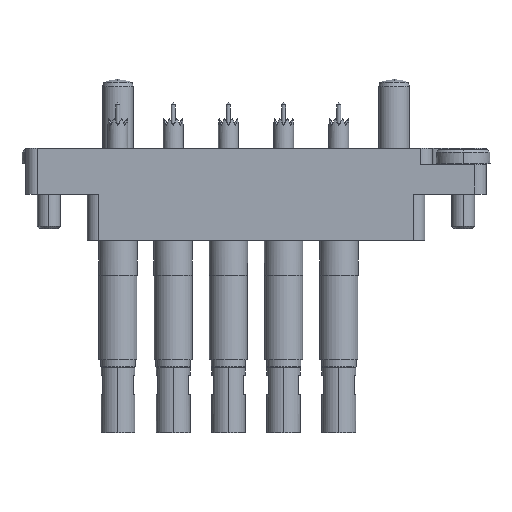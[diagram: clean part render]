
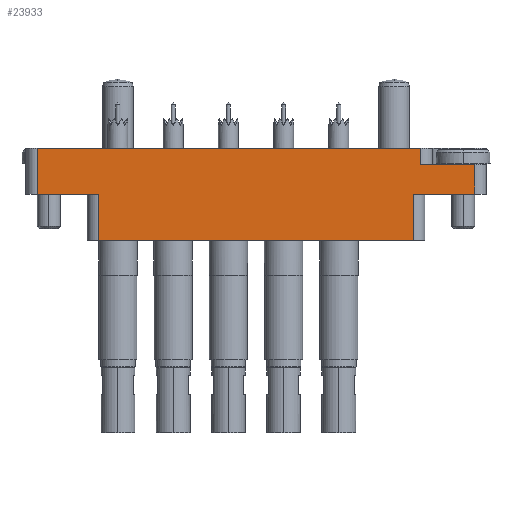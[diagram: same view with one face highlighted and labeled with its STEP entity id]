
A CAD part, left-side view. The second image highlights one B-rep face of the part: STEP entity #23933.
In plain terms, the highlighted face is planar.
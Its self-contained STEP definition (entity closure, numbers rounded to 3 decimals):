
#65 = LINE ( 'NONE', #10185, #2952 ) ;
#195 = CARTESIAN_POINT ( 'NONE',  ( 20.5, 0., 14.35 ) ) ;
#201 = VECTOR ( 'NONE', #16891, 1000. ) ;
#857 = LINE ( 'NONE', #21231, #201 ) ;
#994 = VECTOR ( 'NONE', #8632, 1000. ) ;
#1314 = LINE ( 'NONE', #15235, #25236 ) ;
#1893 = EDGE_CURVE ( 'NONE', #19110, #9062, #65, .T. ) ;
#1899 = CARTESIAN_POINT ( 'NONE',  ( -30., 0., 14.35 ) ) ;
#2238 = VECTOR ( 'NONE', #14487, 1000. ) ;
#2345 = VERTEX_POINT ( 'NONE', #21436 ) ;
#2412 = ORIENTED_EDGE ( 'NONE', *, *, #20389, .T. ) ;
#2673 = EDGE_CURVE ( 'NONE', #18348, #9062, #1314, .T. ) ;
#2952 = VECTOR ( 'NONE', #3759, 1000. ) ;
#3759 = DIRECTION ( 'NONE',  ( 0., 1., 0. ) ) ;
#3811 = CARTESIAN_POINT ( 'NONE',  ( 28.5, 0., 14.35 ) ) ;
#4270 = EDGE_CURVE ( 'NONE', #22523, #12851, #20391, .T. ) ;
#4612 = LINE ( 'NONE', #12641, #10029 ) ;
#5023 = VERTEX_POINT ( 'NONE', #8584 ) ;
#6094 = DIRECTION ( 'NONE',  ( -1., 0., 0. ) ) ;
#6551 = CARTESIAN_POINT ( 'NONE',  ( -20.5, 0., 14.35 ) ) ;
#6722 = CARTESIAN_POINT ( 'NONE',  ( -22., -6., 14.35 ) ) ;
#7426 = EDGE_CURVE ( 'NONE', #19110, #22227, #4612, .T. ) ;
#7731 = EDGE_CURVE ( 'NONE', #5023, #13055, #9903, .T. ) ;
#8429 = DIRECTION ( 'NONE',  ( -1., 0., 0. ) ) ;
#8510 = LINE ( 'NONE', #6551, #994 ) ;
#8584 = CARTESIAN_POINT ( 'NONE',  ( -20.5, 0., 14.35 ) ) ;
#8632 = DIRECTION ( 'NONE',  ( 0., -1., 0. ) ) ;
#9062 = VERTEX_POINT ( 'NONE', #16806 ) ;
#9903 = LINE ( 'NONE', #10409, #10862 ) ;
#10029 = VECTOR ( 'NONE', #10655, 1000. ) ;
#10125 = VECTOR ( 'NONE', #10561, 1000. ) ;
#10185 = CARTESIAN_POINT ( 'NONE',  ( 28.5, 3.9, 14.35 ) ) ;
#10409 = CARTESIAN_POINT ( 'NONE',  ( 30., 0., 14.35 ) ) ;
#10561 = DIRECTION ( 'NONE',  ( 0., 1., 0. ) ) ;
#10655 = DIRECTION ( 'NONE',  ( -1., 0., 0. ) ) ;
#10862 = VECTOR ( 'NONE', #8429, 1000. ) ;
#11873 = ORIENTED_EDGE ( 'NONE', *, *, #2673, .F. ) ;
#11874 = PLANE ( 'NONE',  #18886 ) ;
#12127 = DIRECTION ( 'NONE',  ( 0., 0., -1. ) ) ;
#12549 = LINE ( 'NONE', #195, #10125 ) ;
#12560 = EDGE_CURVE ( 'NONE', #22523, #22227, #12549, .T. ) ;
#12641 = CARTESIAN_POINT ( 'NONE',  ( 30., 0., 14.35 ) ) ;
#12851 = VERTEX_POINT ( 'NONE', #25331 ) ;
#12853 = CARTESIAN_POINT ( 'NONE',  ( -28.5, 6., 14.35 ) ) ;
#13055 = VERTEX_POINT ( 'NONE', #19499 ) ;
#13982 = CARTESIAN_POINT ( 'NONE',  ( 21.5, 0., 14.35 ) ) ;
#14487 = DIRECTION ( 'NONE',  ( -1., 0., 0. ) ) ;
#14916 = EDGE_CURVE ( 'NONE', #5023, #12851, #8510, .T. ) ;
#15235 = CARTESIAN_POINT ( 'NONE',  ( 30., 3.9, 14.35 ) ) ;
#16030 = CARTESIAN_POINT ( 'NONE',  ( 20.5, 0., 14.35 ) ) ;
#16279 = ORIENTED_EDGE ( 'NONE', *, *, #16302, .F. ) ;
#16302 = EDGE_CURVE ( 'NONE', #25798, #2345, #857, .T. ) ;
#16337 = FACE_OUTER_BOUND ( 'NONE', #18738, .T. ) ;
#16787 = LINE ( 'NONE', #20597, #25087 ) ;
#16806 = CARTESIAN_POINT ( 'NONE',  ( 28.5, 3.9, 14.35 ) ) ;
#16891 = DIRECTION ( 'NONE',  ( 1., 0., 0. ) ) ;
#16908 = VECTOR ( 'NONE', #22013, 1000. ) ;
#17863 = ORIENTED_EDGE ( 'NONE', *, *, #20782, .T. ) ;
#17921 = ORIENTED_EDGE ( 'NONE', *, *, #4270, .F. ) ;
#18348 = VERTEX_POINT ( 'NONE', #23640 ) ;
#18738 = EDGE_LOOP ( 'NONE', ( #17921, #24386, #20818, #24609, #11873, #2412, #16279, #17863, #25837, #22127 ) ) ;
#18886 = AXIS2_PLACEMENT_3D ( 'NONE', #1899, #12127, #6094 ) ;
#19110 = VERTEX_POINT ( 'NONE', #3811 ) ;
#19499 = CARTESIAN_POINT ( 'NONE',  ( -28.5, 0., 14.35 ) ) ;
#20389 = EDGE_CURVE ( 'NONE', #18348, #2345, #25804, .T. ) ;
#20391 = LINE ( 'NONE', #6722, #2238 ) ;
#20597 = CARTESIAN_POINT ( 'NONE',  ( -28.5, 0., 14.35 ) ) ;
#20782 = EDGE_CURVE ( 'NONE', #25798, #13055, #16787, .T. ) ;
#20818 = ORIENTED_EDGE ( 'NONE', *, *, #7426, .F. ) ;
#21231 = CARTESIAN_POINT ( 'NONE',  ( -30., 6., 14.35 ) ) ;
#21436 = CARTESIAN_POINT ( 'NONE',  ( 21.5, 6., 14.35 ) ) ;
#22013 = DIRECTION ( 'NONE',  ( 0., 1., 0. ) ) ;
#22127 = ORIENTED_EDGE ( 'NONE', *, *, #14916, .T. ) ;
#22227 = VERTEX_POINT ( 'NONE', #16030 ) ;
#22523 = VERTEX_POINT ( 'NONE', #23981 ) ;
#23640 = CARTESIAN_POINT ( 'NONE',  ( 21.5, 3.9, 14.35 ) ) ;
#23933 = ADVANCED_FACE ( 'NONE', ( #16337 ), #11874, .F. ) ;
#23981 = CARTESIAN_POINT ( 'NONE',  ( 20.5, -6., 14.35 ) ) ;
#24386 = ORIENTED_EDGE ( 'NONE', *, *, #12560, .T. ) ;
#24609 = ORIENTED_EDGE ( 'NONE', *, *, #1893, .T. ) ;
#24798 = DIRECTION ( 'NONE',  ( 0., -1., 0. ) ) ;
#25087 = VECTOR ( 'NONE', #24798, 1000. ) ;
#25236 = VECTOR ( 'NONE', #25339, 1000. ) ;
#25331 = CARTESIAN_POINT ( 'NONE',  ( -20.5, -6., 14.35 ) ) ;
#25339 = DIRECTION ( 'NONE',  ( 1., 0., 0. ) ) ;
#25798 = VERTEX_POINT ( 'NONE', #12853 ) ;
#25804 = LINE ( 'NONE', #13982, #16908 ) ;
#25837 = ORIENTED_EDGE ( 'NONE', *, *, #7731, .F. ) ;
